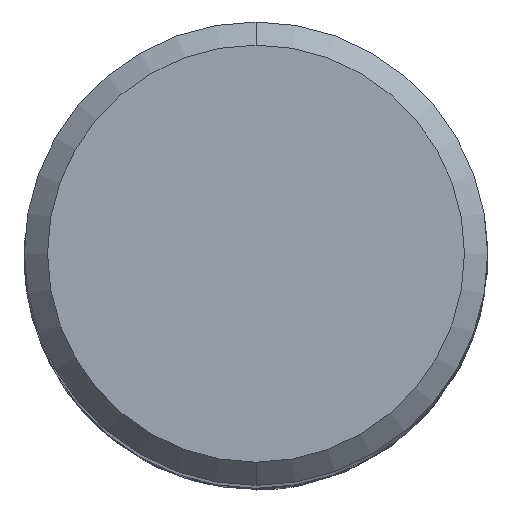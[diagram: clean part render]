
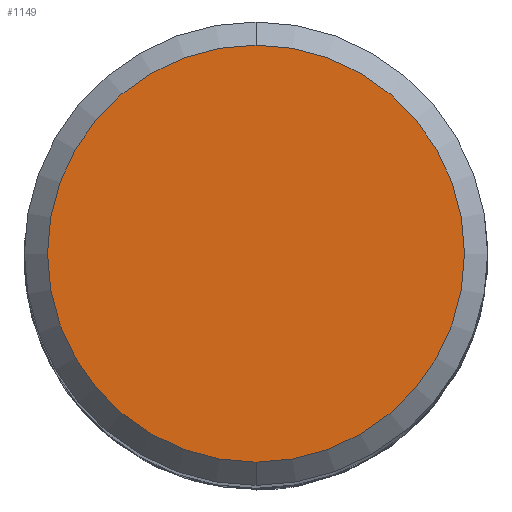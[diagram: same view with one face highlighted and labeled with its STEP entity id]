
A CAD part, top view. The second image highlights one B-rep face of the part: STEP entity #1149.
In plain terms, the highlighted planar face has unit normal (0, 0, 1).
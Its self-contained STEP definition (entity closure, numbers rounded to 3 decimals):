
#581=VERTEX_POINT('',#1684);
#881=EDGE_CURVE('',#1083,#581,#2014,.T.);
#1083=VERTEX_POINT('',#2230);
#1149=ADVANCED_FACE('',(#2301),#2302,.T.);
#1527=EDGE_CURVE('',#581,#1083,#2718,.T.);
#1684=CARTESIAN_POINT('',(0.,-7.2,0.0));
#2014=CIRCLE('',#6187,7.2);
#2230=CARTESIAN_POINT('',(0.0,7.2,0.0));
#2301=FACE_OUTER_BOUND('',#8941,.T.);
#2302=PLANE('',#8942);
#2718=CIRCLE('',#14028,7.2);
#6187=AXIS2_PLACEMENT_3D('',#17060,#17061,#17062);
#8941=EDGE_LOOP('',(#17296,#17297));
#8942=AXIS2_PLACEMENT_3D('',#17298,#17299,#17300);
#14028=AXIS2_PLACEMENT_3D('',#17752,#17753,#17754);
#17060=CARTESIAN_POINT('',(0.0,0.0,0.0));
#17061=DIRECTION('',(0.0,0.0,-1.0));
#17062=DIRECTION('',(0.0,1.0,0.0));
#17296=ORIENTED_EDGE('',*,*,#881,.F.);
#17297=ORIENTED_EDGE('',*,*,#1527,.F.);
#17298=CARTESIAN_POINT('',(0.0,3.6,0.0));
#17299=DIRECTION('',(-0.0,0.0,1.0));
#17300=DIRECTION('',(0.0,-1.0,0.0));
#17752=CARTESIAN_POINT('',(0.0,0.0,0.0));
#17753=DIRECTION('',(0.0,0.0,-1.0));
#17754=DIRECTION('',(0.0,1.0,0.0));
